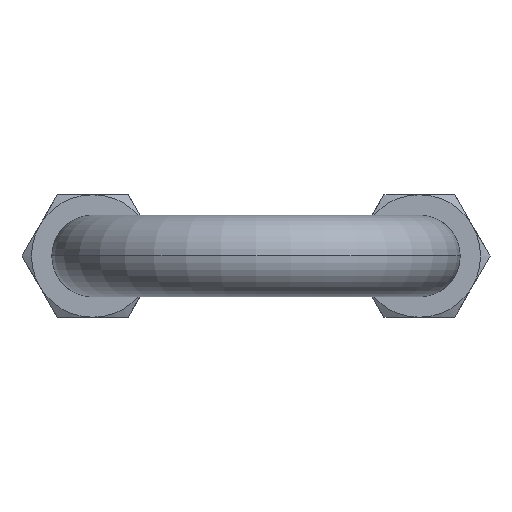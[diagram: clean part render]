
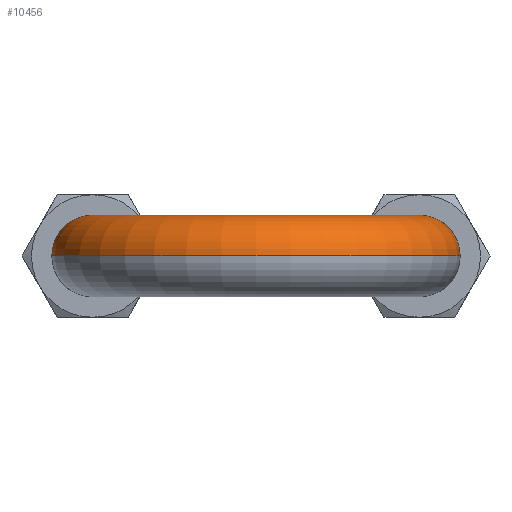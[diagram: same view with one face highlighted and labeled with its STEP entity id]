
A CAD part, front view. The second image highlights one B-rep face of the part: STEP entity #10456.
In plain terms, the highlighted toroidal (fillet/blend) face has major radius 19.05 mm and minor radius 4.763 mm.
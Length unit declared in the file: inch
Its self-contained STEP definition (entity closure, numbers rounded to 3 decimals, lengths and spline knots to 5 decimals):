
#713 = CIRCLE ( 'NONE', #8571, 0.1875 ) ;
#924 = EDGE_CURVE ( 'NONE', #18700, #18103, #6205, .T. ) ;
#1211 = CARTESIAN_POINT ( 'NONE',  ( -0.9375, 0., 0. ) ) ;
#1860 = CARTESIAN_POINT ( 'NONE',  ( 0., 0., 0. ) ) ;
#1893 = CARTESIAN_POINT ( 'NONE',  ( 0.5625, 0., 0. ) ) ;
#2362 = CIRCLE ( 'NONE', #11610, 0.1875 ) ;
#2385 = DIRECTION ( 'NONE',  ( 1., 0., 0. ) ) ;
#2927 = ORIENTED_EDGE ( 'NONE', *, *, #924, .F. ) ;
#4006 = TOROIDAL_SURFACE ( 'NONE', #15854, 0.75, 0.1875 ) ;
#4221 = DIRECTION ( 'NONE',  ( 0., 0., 1. ) ) ;
#4442 = VERTEX_POINT ( 'NONE', #10191 ) ;
#4831 = EDGE_CURVE ( 'NONE', #5131, #15917, #15237, .T. ) ;
#5044 = DIRECTION ( 'NONE',  ( 1., 0., 0. ) ) ;
#5090 = DIRECTION ( 'NONE',  ( 1., 0., 0. ) ) ;
#5131 = VERTEX_POINT ( 'NONE', #5259 ) ;
#5259 = CARTESIAN_POINT ( 'NONE',  ( 0.75, 0., 0.1875 ) ) ;
#6205 = CIRCLE ( 'NONE', #13634, 0.1875 ) ;
#6689 = CARTESIAN_POINT ( 'NONE',  ( 0., 0., 0. ) ) ;
#6877 = CARTESIAN_POINT ( 'NONE',  ( -0.75, 0., 0. ) ) ;
#7091 = ORIENTED_EDGE ( 'NONE', *, *, #20176, .T. ) ;
#7102 = EDGE_CURVE ( 'NONE', #4442, #15917, #17184, .T. ) ;
#7818 = DIRECTION ( 'NONE',  ( 0., -1., 0. ) ) ;
#8323 = DIRECTION ( 'NONE',  ( 0., 1., 0. ) ) ;
#8483 = AXIS2_PLACEMENT_3D ( 'NONE', #6689, #14435, #5044 ) ;
#8571 = AXIS2_PLACEMENT_3D ( 'NONE', #6877, #8323, #17971 ) ;
#9673 = DIRECTION ( 'NONE',  ( 0., 0., 1. ) ) ;
#9749 = ORIENTED_EDGE ( 'NONE', *, *, #7102, .F. ) ;
#10191 = CARTESIAN_POINT ( 'NONE',  ( -0.5625, 0., 0. ) ) ;
#10456 = ADVANCED_FACE ( 'NONE', ( #13577 ), #4006, .T. ) ;
#10809 = DIRECTION ( 'NONE',  ( 0., -1., 0. ) ) ;
#11079 = DIRECTION ( 'NONE',  ( 0., 0., 1. ) ) ;
#11610 = AXIS2_PLACEMENT_3D ( 'NONE', #15434, #10809, #18567 ) ;
#11777 = EDGE_CURVE ( 'NONE', #18700, #15698, #14306, .T. ) ;
#12480 = ORIENTED_EDGE ( 'NONE', *, *, #11777, .T. ) ;
#12794 = AXIS2_PLACEMENT_3D ( 'NONE', #1860, #9673, #5090 ) ;
#13071 = EDGE_CURVE ( 'NONE', #18103, #4442, #713, .T. ) ;
#13120 = ORIENTED_EDGE ( 'NONE', *, *, #4831, .T. ) ;
#13577 = FACE_OUTER_BOUND ( 'NONE', #16846, .T. ) ;
#13634 = AXIS2_PLACEMENT_3D ( 'NONE', #19935, #18275, #4221 ) ;
#14306 = CIRCLE ( 'NONE', #8483, 0.9375 ) ;
#14435 = DIRECTION ( 'NONE',  ( 0., 0., 1. ) ) ;
#15237 = CIRCLE ( 'NONE', #16065, 0.1875 ) ;
#15434 = CARTESIAN_POINT ( 'NONE',  ( 0.75, 0., 0. ) ) ;
#15630 = CARTESIAN_POINT ( 'NONE',  ( 0.75, 0., 0. ) ) ;
#15698 = VERTEX_POINT ( 'NONE', #18560 ) ;
#15854 = AXIS2_PLACEMENT_3D ( 'NONE', #16392, #19527, #2385 ) ;
#15917 = VERTEX_POINT ( 'NONE', #1893 ) ;
#16065 = AXIS2_PLACEMENT_3D ( 'NONE', #15630, #7818, #11079 ) ;
#16392 = CARTESIAN_POINT ( 'NONE',  ( 0., 0., 0. ) ) ;
#16846 = EDGE_LOOP ( 'NONE', ( #2927, #12480, #7091, #13120, #9749, #17286 ) ) ;
#17184 = CIRCLE ( 'NONE', #12794, 0.5625 ) ;
#17286 = ORIENTED_EDGE ( 'NONE', *, *, #13071, .F. ) ;
#17971 = DIRECTION ( 'NONE',  ( 0., 0., 1. ) ) ;
#18011 = CARTESIAN_POINT ( 'NONE',  ( -0.75, 0., 0.1875 ) ) ;
#18103 = VERTEX_POINT ( 'NONE', #18011 ) ;
#18275 = DIRECTION ( 'NONE',  ( 0., 1., 0. ) ) ;
#18560 = CARTESIAN_POINT ( 'NONE',  ( 0.9375, 0., 0. ) ) ;
#18567 = DIRECTION ( 'NONE',  ( 0., 0., 1. ) ) ;
#18700 = VERTEX_POINT ( 'NONE', #1211 ) ;
#19527 = DIRECTION ( 'NONE',  ( 0., 0., 1. ) ) ;
#19935 = CARTESIAN_POINT ( 'NONE',  ( -0.75, 0., 0. ) ) ;
#20176 = EDGE_CURVE ( 'NONE', #15698, #5131, #2362, .T. ) ;
